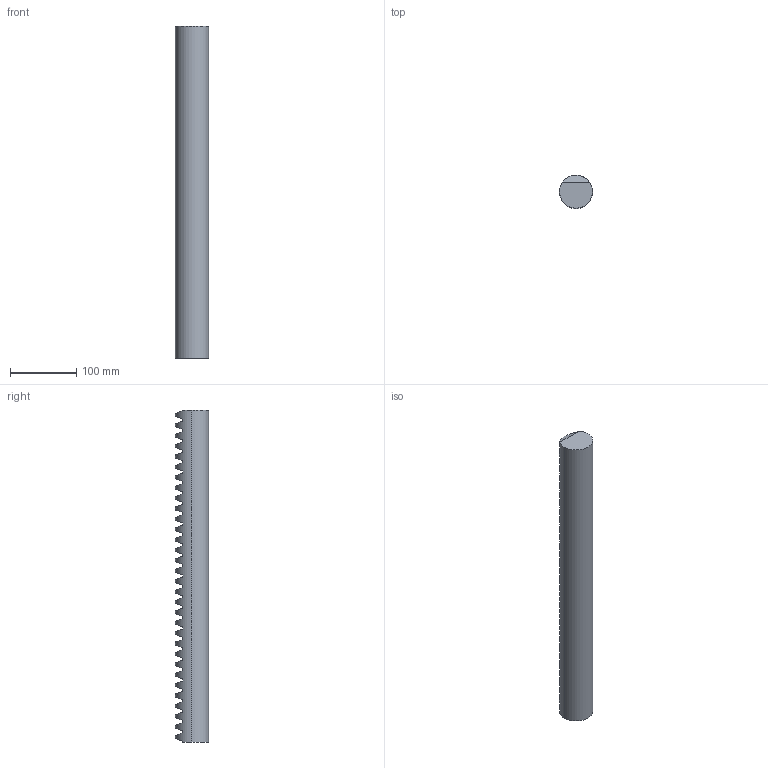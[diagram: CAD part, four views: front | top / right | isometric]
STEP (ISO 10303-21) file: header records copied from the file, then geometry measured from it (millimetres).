
FILE_DESCRIPTION(('STEP AP214'),'1');
FILE_NAME('141-650-050.stp','2017-10-10T13:08:37',('TraceParts'),('TraceParts S.A.'),'Spatial InterOp 3D',' ',' ');
FILE_SCHEMA(('automotive_design'));
Length unit declared in the file: millimetre
Products named in the file (1): 141-650-050
Bounding box: 50 x 49.96 x 501.84 mm (x, y, z)
Volume: 915229.2 mm3; surface area: 95323.6 mm2
Topology: 1 solids, 1 shells, 101 faces, 204 edges, 136 vertices
Faces by surface type: plane 99, cylinder 2
Entity records: 3417 total; most frequent: CARTESIAN_POINT 634, ORIENTED_EDGE 408, DIRECTION 350, EDGE_CURVE 204, VERTEX_POINT 136, LINE 134, VECTOR 134, EDGE_LOOP 132
